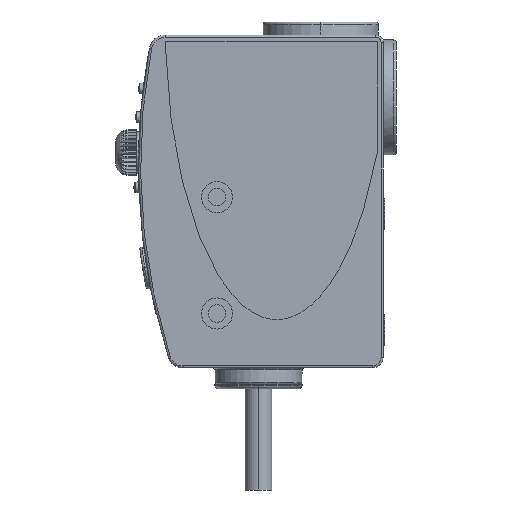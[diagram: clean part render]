
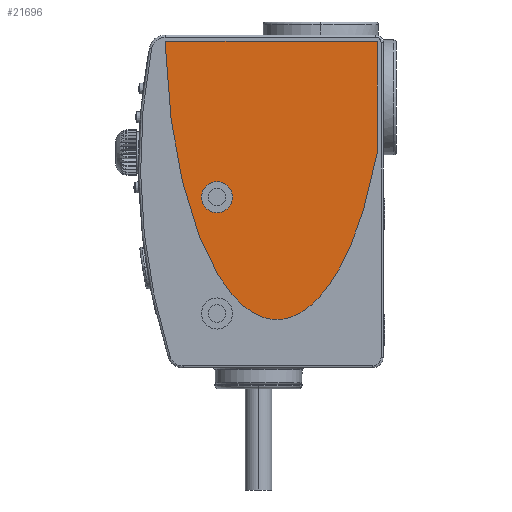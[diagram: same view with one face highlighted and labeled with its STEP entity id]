
A CAD part, left-side view. The second image highlights one B-rep face of the part: STEP entity #21696.
In plain terms, the highlighted planar face has unit normal (-1, 0, 0).
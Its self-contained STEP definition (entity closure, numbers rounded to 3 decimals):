
#9356=CARTESIAN_POINT('',(0.4,52.503,-1.811));
#9357=CARTESIAN_POINT('',(0.4,52.484,-2.467));
#9358=CARTESIAN_POINT('',(0.4,52.442,-3.716));
#9359=CARTESIAN_POINT('',(0.4,52.343,-6.016));
#9360=CARTESIAN_POINT('',(0.4,52.197,-8.6));
#9361=CARTESIAN_POINT('',(0.4,51.996,-11.374));
#9362=CARTESIAN_POINT('',(0.4,51.777,-13.902));
#9363=CARTESIAN_POINT('',(0.4,51.542,-16.234));
#9364=CARTESIAN_POINT('',(0.4,51.212,-19.13));
#9365=CARTESIAN_POINT('',(0.4,50.774,-22.416));
#9366=CARTESIAN_POINT('',(0.4,50.217,-25.959));
#9367=CARTESIAN_POINT('',(0.4,49.636,-29.184));
#9368=CARTESIAN_POINT('',(0.4,49.035,-32.149));
#9369=CARTESIAN_POINT('',(0.4,48.21,-35.806));
#9370=CARTESIAN_POINT('',(0.4,47.143,-39.901));
#9371=CARTESIAN_POINT('',(0.4,45.816,-44.217));
#9372=CARTESIAN_POINT('',(0.4,44.45,-48.034));
#9373=CARTESIAN_POINT('',(0.4,43.051,-51.423));
#9374=CARTESIAN_POINT('',(0.4,41.623,-54.434));
#9375=CARTESIAN_POINT('',(0.4,39.683,-57.993));
#9376=CARTESIAN_POINT('',(0.4,37.199,-61.657));
#9377=CARTESIAN_POINT('',(0.4,34.131,-64.941));
#9378=CARTESIAN_POINT('',(0.4,30.982,-67.181));
#9379=CARTESIAN_POINT('',(0.4,27.755,-68.398));
#9380=CARTESIAN_POINT('',(0.4,24.446,-68.57));
#9381=CARTESIAN_POINT('',(0.4,21.617,-67.781));
#9382=CARTESIAN_POINT('',(0.4,19.305,-66.518));
#9383=CARTESIAN_POINT('',(0.4,17.544,-65.224));
#9384=CARTESIAN_POINT('',(0.4,15.754,-63.549));
#9385=CARTESIAN_POINT('',(0.4,13.93,-61.438));
#9386=CARTESIAN_POINT('',(0.4,12.378,-59.258));
#9387=CARTESIAN_POINT('',(0.4,11.112,-57.206));
#9388=CARTESIAN_POINT('',(0.4,10.149,-55.493));
#9389=CARTESIAN_POINT('',(0.4,9.171,-53.584));
#9390=CARTESIAN_POINT('',(0.4,8.175,-51.446));
#9391=CARTESIAN_POINT('',(0.4,7.159,-49.036));
#9392=CARTESIAN_POINT('',(0.4,6.116,-46.294));
#9393=CARTESIAN_POINT('',(0.4,5.22,-43.657));
#9394=CARTESIAN_POINT('',(0.4,4.482,-41.26));
#9395=CARTESIAN_POINT('',(0.4,3.914,-39.288));
#9396=CARTESIAN_POINT('',(0.4,3.33,-37.102));
#9397=CARTESIAN_POINT('',(0.4,2.724,-34.639));
#9398=CARTESIAN_POINT('',(0.4,2.196,-32.275));
#9399=CARTESIAN_POINT('',(0.4,1.751,-30.103));
#9400=CARTESIAN_POINT('',(0.4,1.519,-28.895));
#9401=CARTESIAN_POINT('',(0.4,1.4,-28.25));
#9403=CARTESIAN_POINT('',(0.4,52.103,-1.8));
#9404=DIRECTION('',(-1.,0.,0.));
#9405=DIRECTION('',(0.,0.,1.));
#9406=AXIS2_PLACEMENT_3D('',#9403,#9404,#9405);
#9408=DIRECTION('',(0.,1.,0.));
#9409=VECTOR('',#9408,50.303);
#9410=CARTESIAN_POINT('',(0.4,1.8,-1.4));
#9411=LINE('',#9410,#9409);
#9412=CARTESIAN_POINT('',(0.4,1.8,-1.8));
#9413=DIRECTION('',(-1.,0.,0.));
#9414=DIRECTION('',(0.,-1.,0.));
#9415=AXIS2_PLACEMENT_3D('',#9412,#9413,#9414);
#9417=DIRECTION('',(0.,0.,1.));
#9418=VECTOR('',#9417,26.45);
#9419=CARTESIAN_POINT('',(0.4,1.4,-28.25));
#9420=LINE('',#9419,#9418);
#9421=CARTESIAN_POINT('',(0.4,40.,-39.));
#9422=DIRECTION('',(1.,0.,0.));
#9423=DIRECTION('',(0.,0.,1.));
#9424=AXIS2_PLACEMENT_3D('',#9421,#9422,#9423);
#9426=CARTESIAN_POINT('',(0.4,40.,-39.));
#9427=DIRECTION('',(1.,0.,0.));
#9428=DIRECTION('',(0.,0.,-1.));
#9429=AXIS2_PLACEMENT_3D('',#9426,#9427,#9428);
#9665=VERTEX_POINT('',#9356);
#9666=VERTEX_POINT('',#9401);
#9667=CARTESIAN_POINT('',(0.4,1.4,-1.8));
#9668=VERTEX_POINT('',#9667);
#9669=CARTESIAN_POINT('',(0.4,1.8,-1.4));
#9670=VERTEX_POINT('',#9669);
#9671=CARTESIAN_POINT('',(0.4,52.103,-1.4));
#9672=VERTEX_POINT('',#9671);
#9681=CARTESIAN_POINT('',(0.4,40.,-35.25));
#9682=CARTESIAN_POINT('',(0.4,40.,-42.75));
#9683=VERTEX_POINT('',#9681);
#9684=VERTEX_POINT('',#9682);
#21678=CARTESIAN_POINT('',(0.4,0.,0.));
#21679=DIRECTION('',(-1.,0.,0.));
#21680=DIRECTION('',(0.,0.,1.));
#21681=AXIS2_PLACEMENT_3D('',#21678,#21679,#21680);
#21682=PLANE('',#21681);
#21683=ORIENTED_EDGE('',*,*,#21616,.F.);
#21684=ORIENTED_EDGE('',*,*,#21631,.F.);
#21685=ORIENTED_EDGE('',*,*,#21645,.F.);
#21686=ORIENTED_EDGE('',*,*,#21659,.F.);
#21687=ORIENTED_EDGE('',*,*,#21672,.F.);
#21688=EDGE_LOOP('',(#21683,#21684,#21685,#21686,#21687));
#21689=FACE_OUTER_BOUND('',#21688,.F.);
#21691=ORIENTED_EDGE('',*,*,#21690,.F.);
#21693=ORIENTED_EDGE('',*,*,#21692,.F.);
#21694=EDGE_LOOP('',(#21691,#21693));
#21695=FACE_BOUND('',#21694,.F.);
#21696=ADVANCED_FACE('',(#21689,#21695),#21682,.T.);
#9402=B_SPLINE_CURVE_WITH_KNOTS('',3,(#9356,#9357,#9358,#9359,#9360,#9361,#9362,
#9363,#9364,#9365,#9366,#9367,#9368,#9369,#9370,#9371,#9372,#9373,#9374,#9375,
#9376,#9377,#9378,#9379,#9380,#9381,#9382,#9383,#9384,#9385,#9386,#9387,#9388,
#9389,#9390,#9391,#9392,#9393,#9394,#9395,#9396,#9397,#9398,#9399,#9400,#9401),
.UNSPECIFIED.,.F.,.F.,(4,1,1,1,1,1,1,1,1,1,1,1,1,1,1,1,1,1,1,1,1,1,1,1,1,1,1,1,
1,1,1,1,1,1,1,1,1,1,1,1,1,1,1,4),(0.,0.004,0.008,0.016,
0.023,0.031,0.039,0.047,0.063,0.078,0.094,0.109,
0.125,0.156,0.188,0.219,0.25,0.281,0.313,0.375,0.438,
0.5,0.563,0.625,0.688,0.719,0.75,0.781,0.813,0.844,
0.859,0.875,0.891,0.906,0.922,0.938,0.953,
0.961,0.969,0.977,0.984,0.992,0.996,1.),
.UNSPECIFIED.);
#9407=CIRCLE('',#9406,0.4);
#9416=CIRCLE('',#9415,0.4);
#9425=CIRCLE('',#9424,3.75);
#9430=CIRCLE('',#9429,3.75);
#21616=EDGE_CURVE('',#9665,#9666,#9402,.T.);
#21631=EDGE_CURVE('',#9672,#9665,#9407,.T.);
#21645=EDGE_CURVE('',#9670,#9672,#9411,.T.);
#21659=EDGE_CURVE('',#9668,#9670,#9416,.T.);
#21672=EDGE_CURVE('',#9666,#9668,#9420,.T.);
#21690=EDGE_CURVE('',#9683,#9684,#9425,.T.);
#21692=EDGE_CURVE('',#9684,#9683,#9430,.T.);
